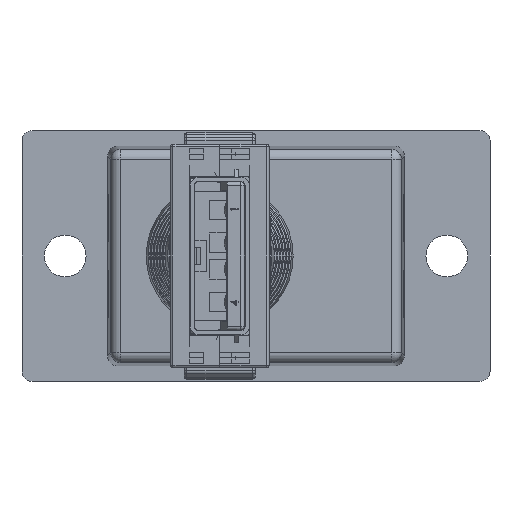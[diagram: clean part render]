
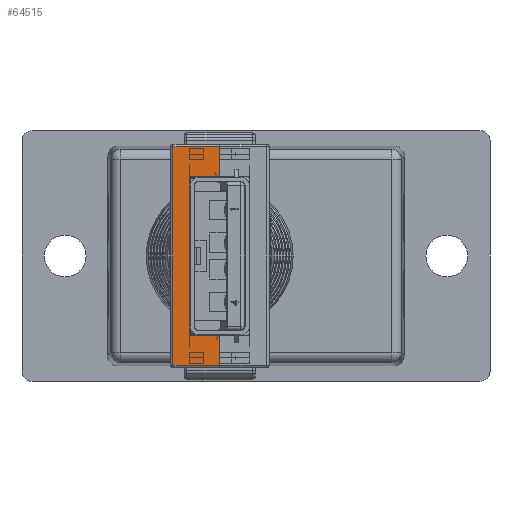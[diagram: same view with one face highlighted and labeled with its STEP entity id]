
A CAD part, left-side view. The second image highlights one B-rep face of the part: STEP entity #64515.
In plain terms, the highlighted planar face has unit normal (-1, 0, 0).
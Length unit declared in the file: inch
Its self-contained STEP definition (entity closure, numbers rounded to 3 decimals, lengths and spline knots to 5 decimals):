
#2192 = VECTOR ( 'NONE', #18908, 39.37008 ) ;
#2827 = ORIENTED_EDGE ( 'NONE', *, *, #39189, .T. ) ;
#5073 = EDGE_CURVE ( 'NONE', #83460, #62474, #73132, .T. ) ;
#5136 = VECTOR ( 'NONE', #81865, 39.37008 ) ;
#8929 = VECTOR ( 'NONE', #17655, 39.37008 ) ;
#12796 = EDGE_CURVE ( 'NONE', #115042, #18658, #78823, .T. ) ;
#14635 = DIRECTION ( 'NONE',  ( 1., 0., 0. ) ) ;
#14822 = EDGE_CURVE ( 'NONE', #85671, #59661, #70175, .T. ) ;
#17093 = ORIENTED_EDGE ( 'NONE', *, *, #46227, .T. ) ;
#17150 = CARTESIAN_POINT ( 'NONE',  ( 0., 0.32677, 0.14764 ) ) ;
#17655 = DIRECTION ( 'NONE',  ( 0., -1., 0. ) ) ;
#18162 = CARTESIAN_POINT ( 'NONE',  ( 0., -0.33465, 0.00787 ) ) ;
#18658 = VERTEX_POINT ( 'NONE', #78047 ) ;
#18908 = DIRECTION ( 'NONE',  ( 0., -1., 0. ) ) ;
#24788 = VECTOR ( 'NONE', #106552, 39.37008 ) ;
#26638 = CARTESIAN_POINT ( 'NONE',  ( 0., -0.33465, 0.14764 ) ) ;
#27112 = CARTESIAN_POINT ( 'NONE',  ( 0., 0.32677, 0.14764 ) ) ;
#29126 = VERTEX_POINT ( 'NONE', #76221 ) ;
#29186 = LINE ( 'NONE', #35885, #89081 ) ;
#32475 = LINE ( 'NONE', #83093, #89575 ) ;
#32974 = CARTESIAN_POINT ( 'NONE',  ( 0., 0.32677, 0.00787 ) ) ;
#35885 = CARTESIAN_POINT ( 'NONE',  ( 0., 0.23819, 0.05709 ) ) ;
#39189 = EDGE_CURVE ( 'NONE', #85671, #29126, #29186, .T. ) ;
#40063 = CARTESIAN_POINT ( 'NONE',  ( 0., -0.33465, 0.14764 ) ) ;
#42270 = EDGE_CURVE ( 'NONE', #88874, #29126, #62588, .T. ) ;
#44695 = FACE_OUTER_BOUND ( 'NONE', #77949, .T. ) ;
#45343 = CARTESIAN_POINT ( 'NONE',  ( 0., -0.23819, 0.05709 ) ) ;
#46227 = EDGE_CURVE ( 'NONE', #62474, #18658, #47204, .T. ) ;
#47204 = LINE ( 'NONE', #81179, #62450 ) ;
#47671 = DIRECTION ( 'NONE',  ( 0., 0., 1. ) ) ;
#54740 = EDGE_CURVE ( 'NONE', #59661, #115042, #32475, .T. ) ;
#58161 = CARTESIAN_POINT ( 'NONE',  ( 0., -0.33465, 0.14764 ) ) ;
#59661 = VERTEX_POINT ( 'NONE', #45343 ) ;
#62450 = VECTOR ( 'NONE', #81595, 39.37008 ) ;
#62474 = VERTEX_POINT ( 'NONE', #105603 ) ;
#62588 = LINE ( 'NONE', #40063, #101649 ) ;
#64515 = ADVANCED_FACE ( 'NONE', ( #44695 ), #85084, .F. ) ;
#65173 = LINE ( 'NONE', #27112, #24788 ) ;
#66148 = ORIENTED_EDGE ( 'NONE', *, *, #42270, .F. ) ;
#70175 = LINE ( 'NONE', #106369, #8929 ) ;
#73132 = LINE ( 'NONE', #18162, #2192 ) ;
#76221 = CARTESIAN_POINT ( 'NONE',  ( 0., 0.23819, 0.14764 ) ) ;
#76268 = DIRECTION ( 'NONE',  ( 0., -1., 0. ) ) ;
#77949 = EDGE_LOOP ( 'NONE', ( #66148, #78850, #84665, #17093, #112251, #80586, #80567, #2827 ) ) ;
#78047 = CARTESIAN_POINT ( 'NONE',  ( 0., -0.32677, 0.14764 ) ) ;
#78823 = LINE ( 'NONE', #26638, #5136 ) ;
#78850 = ORIENTED_EDGE ( 'NONE', *, *, #109962, .T. ) ;
#80567 = ORIENTED_EDGE ( 'NONE', *, *, #14822, .F. ) ;
#80586 = ORIENTED_EDGE ( 'NONE', *, *, #54740, .F. ) ;
#81179 = CARTESIAN_POINT ( 'NONE',  ( 0., -0.32677, 0.14764 ) ) ;
#81595 = DIRECTION ( 'NONE',  ( 0., 0., 1. ) ) ;
#81865 = DIRECTION ( 'NONE',  ( 0., -1., 0. ) ) ;
#82742 = CARTESIAN_POINT ( 'NONE',  ( 0., -0.23819, 0.14764 ) ) ;
#83093 = CARTESIAN_POINT ( 'NONE',  ( 0., -0.23819, 0.05709 ) ) ;
#83460 = VERTEX_POINT ( 'NONE', #32974 ) ;
#84665 = ORIENTED_EDGE ( 'NONE', *, *, #5073, .T. ) ;
#85084 = PLANE ( 'NONE',  #87110 ) ;
#85671 = VERTEX_POINT ( 'NONE', #106188 ) ;
#85865 = DIRECTION ( 'NONE',  ( 0., 0., -1. ) ) ;
#87110 = AXIS2_PLACEMENT_3D ( 'NONE', #58161, #14635, #85865 ) ;
#88874 = VERTEX_POINT ( 'NONE', #17150 ) ;
#89081 = VECTOR ( 'NONE', #107906, 39.37008 ) ;
#89575 = VECTOR ( 'NONE', #47671, 39.37008 ) ;
#101649 = VECTOR ( 'NONE', #76268, 39.37008 ) ;
#105603 = CARTESIAN_POINT ( 'NONE',  ( 0., -0.32677, 0.00787 ) ) ;
#106188 = CARTESIAN_POINT ( 'NONE',  ( 0., 0.23819, 0.05709 ) ) ;
#106369 = CARTESIAN_POINT ( 'NONE',  ( 0., -0.23819, 0.05709 ) ) ;
#106552 = DIRECTION ( 'NONE',  ( 0., 0., -1. ) ) ;
#107906 = DIRECTION ( 'NONE',  ( 0., 0., 1. ) ) ;
#109962 = EDGE_CURVE ( 'NONE', #88874, #83460, #65173, .T. ) ;
#112251 = ORIENTED_EDGE ( 'NONE', *, *, #12796, .F. ) ;
#115042 = VERTEX_POINT ( 'NONE', #82742 ) ;
